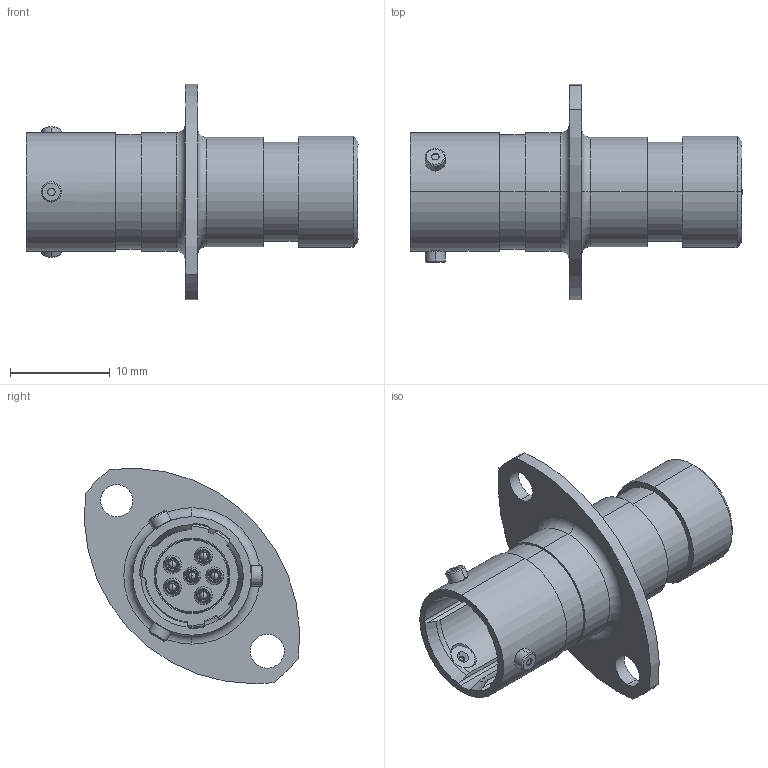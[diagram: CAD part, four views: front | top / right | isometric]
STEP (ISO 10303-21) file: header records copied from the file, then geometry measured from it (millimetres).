
FILE_DESCRIPTION (( 'STEP AP214' ), '1' );
FILE_NAME ('AS008-35PD.STEP', '2019-10-02T09:52:08', ( 'TE Connectivity' ), ( 'TE Connectivity' ), 'SwSTEP 2.0', 'SolidWorks 2016', '' );
FILE_SCHEMA (( 'AUTOMOTIVE_DESIGN' ));
Length unit declared in the file: millimetre
Products named in the file (1): AS008-35PD
Bounding box: 33.31 x 21.59 x 21.61 mm (x, y, z)
Volume: 2404.6 mm3; surface area: 4231.3 mm2
Topology: 15 solids, 15 shells, 449 faces, 977 edges, 585 vertices
Faces by surface type: cylinder 160, torus 135, plane 80, cone 62, sphere 12
Entity records: 17679 total; most frequent: DIRECTION 2463, CARTESIAN_POINT 2392, ORIENTED_EDGE 1910, AXIS2_PLACEMENT_3D 1113, EDGE_CURVE 955, CIRCLE 665, VERTEX_POINT 575, EDGE_LOOP 524
